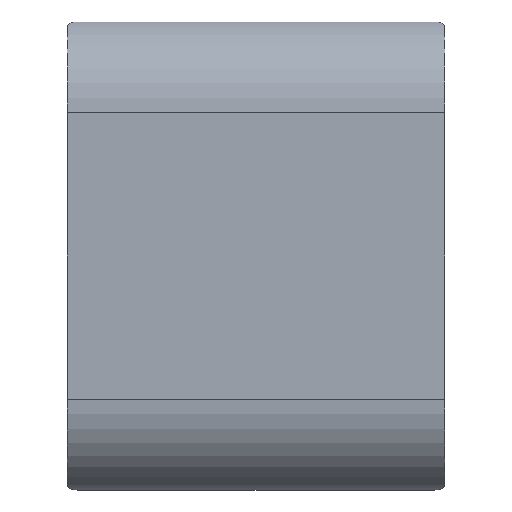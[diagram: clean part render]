
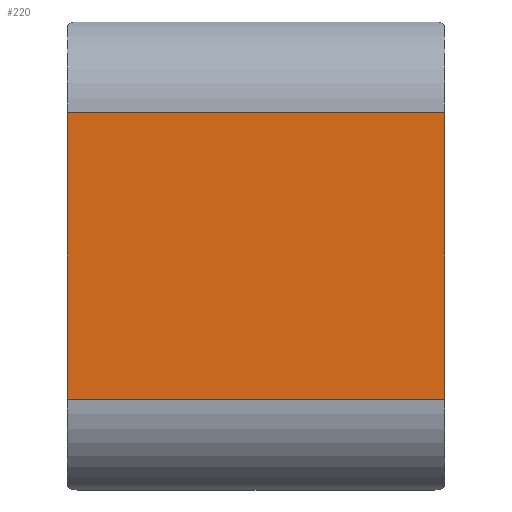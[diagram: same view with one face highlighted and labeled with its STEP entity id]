
A CAD part, front view. The second image highlights one B-rep face of the part: STEP entity #220.
In plain terms, the highlighted planar face has unit normal (0, -1, 0).
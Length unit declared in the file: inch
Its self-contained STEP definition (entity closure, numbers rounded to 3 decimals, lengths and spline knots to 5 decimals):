
#8 = CARTESIAN_POINT ( 'NONE',  ( 0.25, -0.01, -0.095 ) ) ;
#41 = LINE ( 'NONE', #959, #54 ) ;
#50 = CARTESIAN_POINT ( 'NONE',  ( 0.25, -0.01, 0.095 ) ) ;
#51 = EDGE_CURVE ( 'NONE', #153, #255, #41, .T. ) ;
#54 = VECTOR ( 'NONE', #952, 39.37008 ) ;
#70 = CARTESIAN_POINT ( 'NONE',  ( 0., -0.01, -0.095 ) ) ;
#90 = ORIENTED_EDGE ( 'NONE', *, *, #502, .F. ) ;
#153 = VERTEX_POINT ( 'NONE', #367 ) ;
#220 = ADVANCED_FACE ( 'NONE', ( #1157 ), #464, .F. ) ;
#255 = VERTEX_POINT ( 'NONE', #70 ) ;
#276 = VERTEX_POINT ( 'NONE', #50 ) ;
#280 = EDGE_CURVE ( 'NONE', #366, #255, #1154, .T. ) ;
#338 = DIRECTION ( 'NONE',  ( 0., 0., 1. ) ) ;
#343 = EDGE_LOOP ( 'NONE', ( #567, #353, #90, #1092 ) ) ;
#349 = DIRECTION ( 'NONE',  ( 0., 1., 0. ) ) ;
#353 = ORIENTED_EDGE ( 'NONE', *, *, #280, .F. ) ;
#354 = CARTESIAN_POINT ( 'NONE',  ( 0.25, -0.01, -0.095 ) ) ;
#366 = VERTEX_POINT ( 'NONE', #501 ) ;
#367 = CARTESIAN_POINT ( 'NONE',  ( 0., -0.01, 0.095 ) ) ;
#407 = AXIS2_PLACEMENT_3D ( 'NONE', #354, #349, #338 ) ;
#464 = PLANE ( 'NONE',  #407 ) ;
#501 = CARTESIAN_POINT ( 'NONE',  ( 0.25, -0.01, -0.095 ) ) ;
#502 = EDGE_CURVE ( 'NONE', #276, #366, #1056, .T. ) ;
#567 = ORIENTED_EDGE ( 'NONE', *, *, #51, .T. ) ;
#593 = EDGE_CURVE ( 'NONE', #276, #153, #1028, .T. ) ;
#594 = DIRECTION ( 'NONE',  ( -1., 0., 0. ) ) ;
#647 = DIRECTION ( 'NONE',  ( 0., 0., -1. ) ) ;
#852 = CARTESIAN_POINT ( 'NONE',  ( 0.25, -0.01, 0.095 ) ) ;
#952 = DIRECTION ( 'NONE',  ( 0., 0., -1. ) ) ;
#959 = CARTESIAN_POINT ( 'NONE',  ( 0., -0.01, -0.095 ) ) ;
#1015 = CARTESIAN_POINT ( 'NONE',  ( 0.25, -0.01, -0.095 ) ) ;
#1019 = VECTOR ( 'NONE', #594, 39.37008 ) ;
#1028 = LINE ( 'NONE', #852, #1019 ) ;
#1056 = LINE ( 'NONE', #8, #1058 ) ;
#1058 = VECTOR ( 'NONE', #647, 39.37008 ) ;
#1092 = ORIENTED_EDGE ( 'NONE', *, *, #593, .T. ) ;
#1140 = DIRECTION ( 'NONE',  ( -1., 0., 0. ) ) ;
#1144 = VECTOR ( 'NONE', #1140, 39.37008 ) ;
#1154 = LINE ( 'NONE', #1015, #1144 ) ;
#1157 = FACE_OUTER_BOUND ( 'NONE', #343, .T. ) ;
